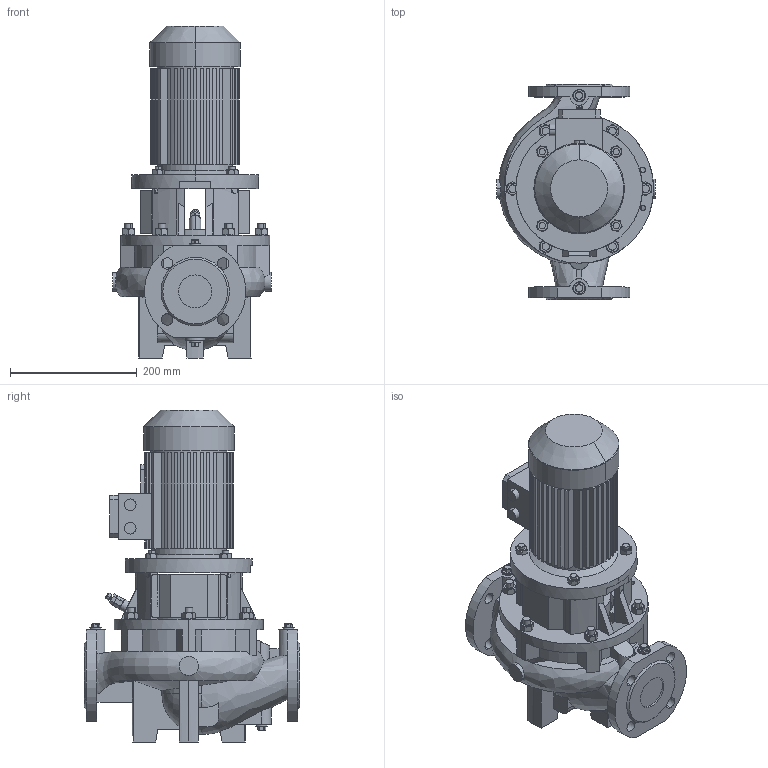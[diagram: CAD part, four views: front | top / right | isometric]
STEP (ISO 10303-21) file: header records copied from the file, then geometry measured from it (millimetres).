
FILE_DESCRIPTION (( 'STEP AP203' ), '1' );
FILE_NAME ('枅-313-000-313-007-01-41.step', '2025-02-11T17:05:27', ( 'adb' ), ( '' ), 'SwSTEP 2.0', 'SolidWorks 2016', '' );
FILE_SCHEMA (( 'CONFIG_CONTROL_DESIGN' ));
Length unit declared in the file: millimetre
Products named in the file (1): 枅-313-000-313-007-01-41
Bounding box: 250 x 340 x 524 mm (x, y, z)
Volume: 9296652 mm3; surface area: 949798.8 mm2
Topology: 8 solids, 20 shells, 939 faces, 2450 edges, 1605 vertices
Faces by surface type: plane 498, cylinder 325, cone 100, bspline 11, sphere 5
Entity records: 34416 total; most frequent: CARTESIAN_POINT 11056, ORIENTED_EDGE 4896, DIRECTION 4822, EDGE_CURVE 2448, AXIS2_PLACEMENT_3D 1780, VERTEX_POINT 1605, LINE 1262, VECTOR 1262
